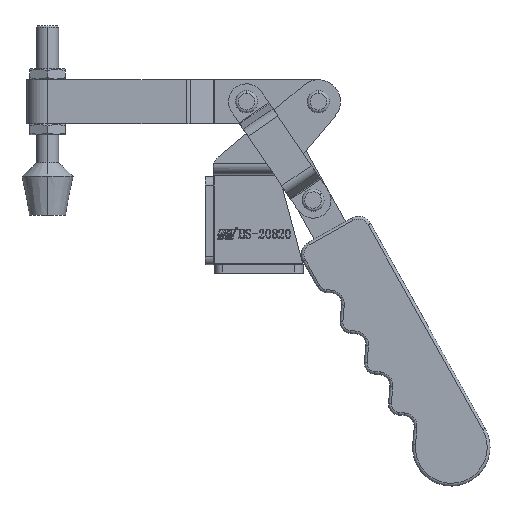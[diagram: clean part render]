
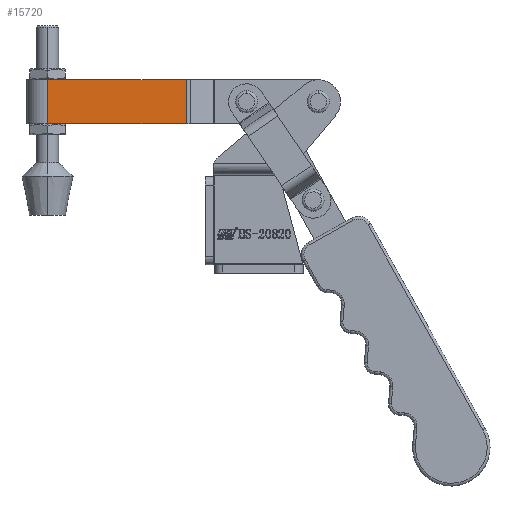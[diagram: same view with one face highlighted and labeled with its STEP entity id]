
A CAD part, top view. The second image highlights one B-rep face of the part: STEP entity #15720.
In plain terms, the highlighted face is planar.
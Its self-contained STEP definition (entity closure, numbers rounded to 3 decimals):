
#1515 = AXIS2_PLACEMENT_3D ( 'NONE', #5437, #5445, #5446 ) ;
#4265 = VERTEX_POINT ( 'NONE', #29319 ) ;
#4267 = VERTEX_POINT ( 'NONE', #29321 ) ;
#4292 = VERTEX_POINT ( 'NONE', #29271 ) ;
#4302 = VERTEX_POINT ( 'NONE', #29193 ) ;
#5437 = CARTESIAN_POINT ( 'NONE',  ( 0., -7.5, 16. ) ) ;
#5442 = PLANE ( 'NONE',  #1515 ) ;
#5445 = DIRECTION ( 'NONE',  ( 0., 1., 0. ) ) ;
#5446 = DIRECTION ( 'NONE',  ( 0., 0., 1. ) ) ;
#10404 = ORIENTED_EDGE ( 'NONE', *, *, #10795, .T. ) ;
#10405 = ORIENTED_EDGE ( 'NONE', *, *, #10852, .F. ) ;
#10406 = ORIENTED_EDGE ( 'NONE', *, *, #10824, .F. ) ;
#10407 = ORIENTED_EDGE ( 'NONE', *, *, #10753, .T. ) ;
#10753 = EDGE_CURVE ( 'NONE', #4265, #4267, #18483, .T. ) ;
#10795 = EDGE_CURVE ( 'NONE', #4267, #4292, #20493, .T. ) ;
#10824 = EDGE_CURVE ( 'NONE', #4265, #4302, #20539, .T. ) ;
#10852 = EDGE_CURVE ( 'NONE', #4302, #4292, #20590, .T. ) ;
#15720 = ADVANCED_FACE ( 'NONE', ( #27182 ), #5442, .F. ) ;
#17408 = EDGE_LOOP ( 'NONE', ( #10404, #10405, #10406, #10407 ) ) ;
#18483 = LINE ( 'NONE', #20313, #18485 ) ;
#18485 = VECTOR ( 'NONE', #20308, 1000. ) ;
#20308 = DIRECTION ( 'NONE',  ( 0., 0., -1. ) ) ;
#20313 = CARTESIAN_POINT ( 'NONE',  ( 0., -7.5, 16. ) ) ;
#20410 = DIRECTION ( 'NONE',  ( 1., 0., 0. ) ) ;
#20415 = CARTESIAN_POINT ( 'NONE',  ( 0., -7.5, 0. ) ) ;
#20493 = LINE ( 'NONE', #20415, #20495 ) ;
#20495 = VECTOR ( 'NONE', #20410, 1000. ) ;
#20539 = LINE ( 'NONE', #21663, #20543 ) ;
#20543 = VECTOR ( 'NONE', #21661, 1000. ) ;
#20590 = LINE ( 'NONE', #21726, #20593 ) ;
#20593 = VECTOR ( 'NONE', #21727, 1000. ) ;
#21661 = DIRECTION ( 'NONE',  ( 1., 0., 0. ) ) ;
#21663 = CARTESIAN_POINT ( 'NONE',  ( 0., -7.5, 16. ) ) ;
#21726 = CARTESIAN_POINT ( 'NONE',  ( 50.192, -7.5, 16. ) ) ;
#21727 = DIRECTION ( 'NONE',  ( 0., 0., -1. ) ) ;
#27182 = FACE_OUTER_BOUND ( 'NONE', #17408, .T. ) ;
#29193 = CARTESIAN_POINT ( 'NONE',  ( 50.192, -7.5, 16. ) ) ;
#29271 = CARTESIAN_POINT ( 'NONE',  ( 50.192, -7.5, 0. ) ) ;
#29319 = CARTESIAN_POINT ( 'NONE',  ( 0., -7.5, 16. ) ) ;
#29321 = CARTESIAN_POINT ( 'NONE',  ( 0., -7.5, 0. ) ) ;
